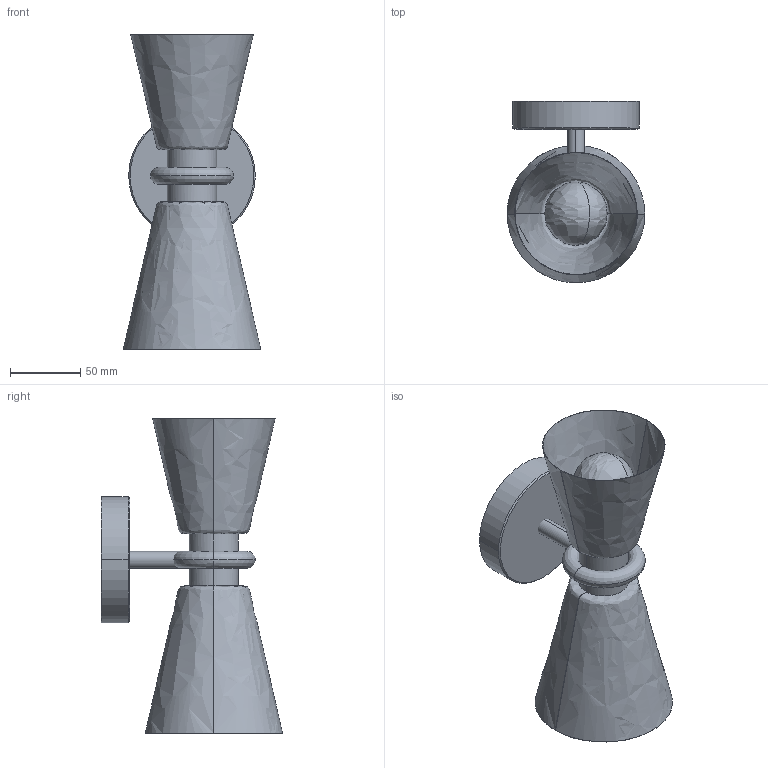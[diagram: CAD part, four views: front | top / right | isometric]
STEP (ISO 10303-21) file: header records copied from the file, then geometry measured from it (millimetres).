
FILE_DESCRIPTION(/* description */ (''),/* implementation_level */ '2;1');
FILE_NAME(/* name */ '1744.239_GRAAL',/* time_stamp */ '2023-01-18T18:25:34+01:00',/* author */ (''),/* organization */ (''),/* preprocessor_version */ 'ST-DEVELOPER v16.5',/* originating_system */ 'Rhino 7.15',/* authorisation */ '');
FILE_SCHEMA (('CONFIG_CONTROL_DESIGN'));
Length unit declared in the file: millimetre
Products named in the file (1): Document
Bounding box: 97.83 x 128.84 x 224.02 mm (x, y, z)
Volume: 248701.7 mm3; surface area: 136607 mm2
Topology: 5 solids, 10 shells, 28 faces, 66 edges, 34 vertices
Faces by surface type: bspline 18, cylinder 6, plane 4
Entity records: 1718 total; most frequent: CARTESIAN_POINT 1309, ORIENTED_EDGE 88, EDGE_CURVE 50, VERTEX_POINT 34, ADVANCED_FACE 28, FACE_OUTER_BOUND 28, EDGE_LOOP 28, DIRECTION 16
